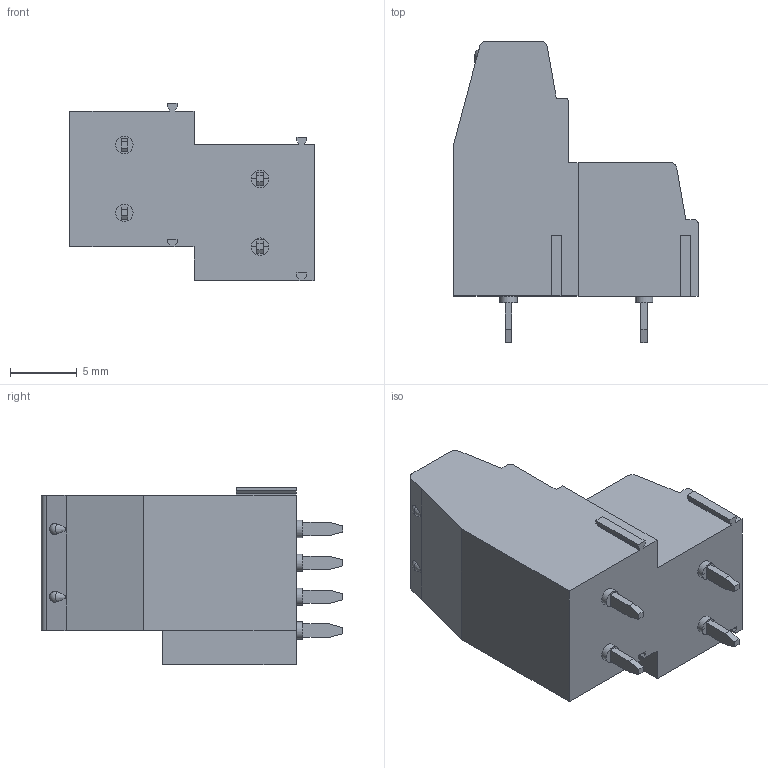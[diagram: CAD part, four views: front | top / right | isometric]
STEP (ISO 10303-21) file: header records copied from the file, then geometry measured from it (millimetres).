
FILE_DESCRIPTION(/* description */ (''),/* implementation_level */ '2;1');
FILE_NAME(/* name */ 'Terminal_Block_2x2_Phoenix.step',/* time_stamp */ '2020-08-08T20:30:38+01:00',/* author */ (''),/* organization */ (''),/* preprocessor_version */ 'ST-DEVELOPER v18.1',/* originating_system */ 'Autodesk Translation Framework v9.3.0.1241',/* authorisation */ '');
FILE_SCHEMA (('AUTOMOTIVE_DESIGN { 1 0 10303 214 3 1 1 }'));
Length unit declared in the file: millimetre
Products named in the file (1): (Unsaved)
Bounding box: 18.3 x 22.6 x 13.27 mm (x, y, z)
Volume: 2332.5 mm3; surface area: 1596.2 mm2
Topology: 1 solids, 1 shells, 244 faces, 622 edges, 396 vertices
Faces by surface type: plane 201, cylinder 39, cone 2, sphere 2
Full cylindrical faces by diameter (mm): 0.457 x1, 1.3 x4, 3.8 x4, 3.83 x4
Entity records: 7798 total; most frequent: CARTESIAN_POINT 1557, ORIENTED_EDGE 1228, DIRECTION 1220, EDGE_CURVE 614, LINE 490, VECTOR 490, VERTEX_POINT 392, AXIS2_PLACEMENT_3D 365
